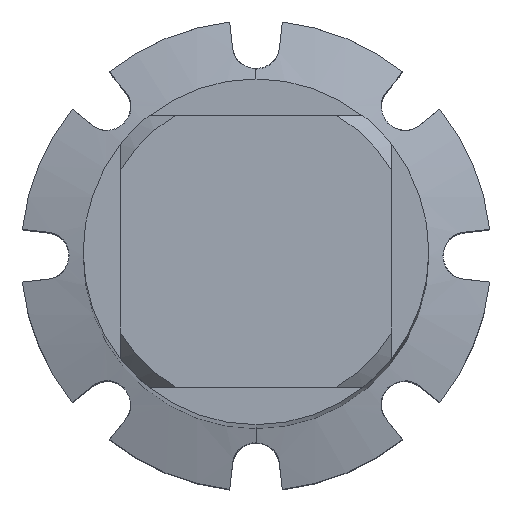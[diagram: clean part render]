
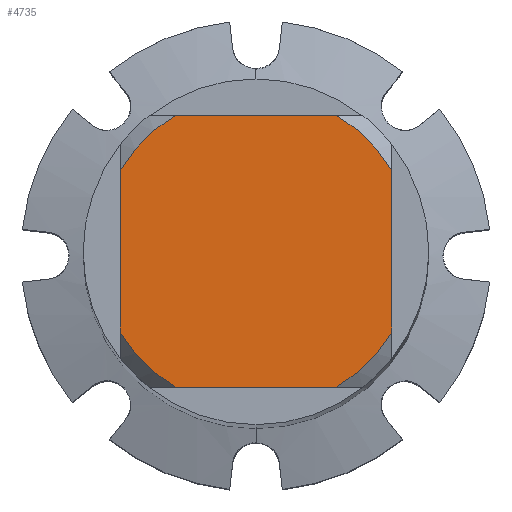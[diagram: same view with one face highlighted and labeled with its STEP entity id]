
A CAD part, top view. The second image highlights one B-rep face of the part: STEP entity #4735.
In plain terms, the highlighted planar face has unit normal (0, 0, 1).
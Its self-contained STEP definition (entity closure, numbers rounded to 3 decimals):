
#3125=EDGE_CURVE('',#8587,#5469,#9051,.T.);
#3237=EDGE_CURVE('',#4395,#4333,#9171,.T.);
#3771=VERTEX_POINT('',#9752);
#4091=VERTEX_POINT('',#10096);
#4333=VERTEX_POINT('',#10363);
#4395=VERTEX_POINT('',#10430);
#4735=ADVANCED_FACE('',(#10808),#10809,.T.);
#5245=EDGE_CURVE('',#3771,#4333,#11357,.T.);
#5459=EDGE_CURVE('',#3771,#5469,#11591,.T.);
#5469=VERTEX_POINT('',#11601);
#5799=VERTEX_POINT('',#11960);
#6725=EDGE_CURVE('',#4395,#7929,#12955,.T.);
#7071=EDGE_CURVE('',#5799,#7929,#13328,.T.);
#7137=EDGE_CURVE('',#5799,#4091,#13398,.T.);
#7929=VERTEX_POINT('',#14259);
#8555=EDGE_CURVE('',#8587,#4091,#14928,.T.);
#8587=VERTEX_POINT('',#14962);
#9051=CIRCLE('',#15568,6.4);
#9171=LINE('',#15749,#15750);
#9752=CARTESIAN_POINT('',(3.273,5.5,0.0));
#10096=CARTESIAN_POINT('',(-5.5,-3.273,0.0));
#10363=CARTESIAN_POINT('',(5.5,3.273,0.0));
#10430=CARTESIAN_POINT('',(5.5,-3.273,0.0));
#10808=FACE_OUTER_BOUND('',#18699,.T.);
#10809=PLANE('',#18700);
#11357=CIRCLE('',#19603,6.4);
#11591=LINE('',#20000,#20001);
#11601=CARTESIAN_POINT('',(-3.273,5.5,0.0));
#11960=CARTESIAN_POINT('',(-3.273,-5.5,0.0));
#12955=CIRCLE('',#22424,6.4);
#13328=LINE('',#23122,#23123);
#13398=CIRCLE('',#23256,6.4);
#14259=CARTESIAN_POINT('',(3.273,-5.5,0.0));
#14928=LINE('',#25973,#25974);
#14962=CARTESIAN_POINT('',(-5.5,3.273,0.0));
#15568=AXIS2_PLACEMENT_3D('',#26671,#26672,#26673);
#15749=CARTESIAN_POINT('',(5.5,1.6,0.0));
#15750=VECTOR('',#26783,1.0);
#18699=EDGE_LOOP('',(#28567,#28568,#28569,#28570,#28571,#28572,#28573,#28574));
#18700=AXIS2_PLACEMENT_3D('',#28575,#28576,#28577);
#19603=AXIS2_PLACEMENT_3D('',#29180,#29181,#29182);
#20000=CARTESIAN_POINT('',(0.0,5.5,0.0));
#20001=VECTOR('',#29505,1.0);
#22424=AXIS2_PLACEMENT_3D('',#30874,#30875,#30876);
#23122=CARTESIAN_POINT('',(0.0,-5.5,0.0));
#23123=VECTOR('',#31253,1.0);
#23256=AXIS2_PLACEMENT_3D('',#31308,#31309,#31310);
#25973=CARTESIAN_POINT('',(-5.5,1.6,0.0));
#25974=VECTOR('',#32819,1.0);
#26671=CARTESIAN_POINT('',(0.0,0.0,0.0));
#26672=DIRECTION('',(0.0,0.0,-1.0));
#26673=DIRECTION('',(0.0,1.0,0.0));
#26783=DIRECTION('',(-0.0,1.0,0.0));
#28567=ORIENTED_EDGE('',*,*,#8555,.T.);
#28568=ORIENTED_EDGE('',*,*,#7137,.F.);
#28569=ORIENTED_EDGE('',*,*,#7071,.T.);
#28570=ORIENTED_EDGE('',*,*,#6725,.F.);
#28571=ORIENTED_EDGE('',*,*,#3237,.T.);
#28572=ORIENTED_EDGE('',*,*,#5245,.F.);
#28573=ORIENTED_EDGE('',*,*,#5459,.T.);
#28574=ORIENTED_EDGE('',*,*,#3125,.F.);
#28575=CARTESIAN_POINT('',(0.0,3.2,0.0));
#28576=DIRECTION('',(-0.0,0.0,1.0));
#28577=DIRECTION('',(0.0,-1.0,0.0));
#29180=CARTESIAN_POINT('',(0.0,0.0,0.0));
#29181=DIRECTION('',(0.0,0.0,-1.0));
#29182=DIRECTION('',(0.0,1.0,0.0));
#29505=DIRECTION('',(-1.0,0.0,0.0));
#30874=CARTESIAN_POINT('',(0.0,0.0,0.0));
#30875=DIRECTION('',(0.0,0.0,-1.0));
#30876=DIRECTION('',(0.0,1.0,0.0));
#31253=DIRECTION('',(1.0,0.0,0.0));
#31308=CARTESIAN_POINT('',(0.0,0.0,0.0));
#31309=DIRECTION('',(0.0,0.0,-1.0));
#31310=DIRECTION('',(0.0,1.0,0.0));
#32819=DIRECTION('',(-0.0,-1.0,0.0));
